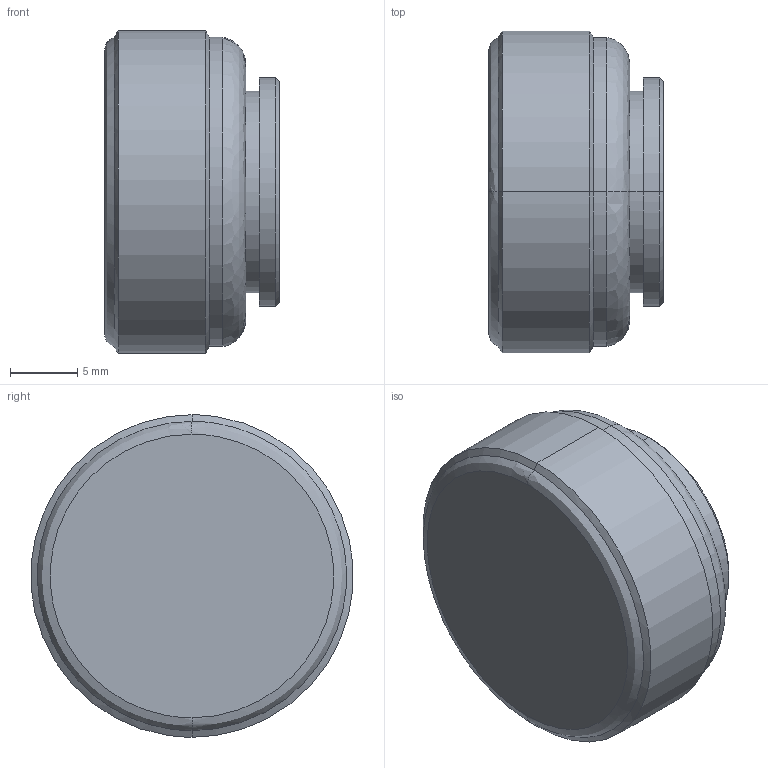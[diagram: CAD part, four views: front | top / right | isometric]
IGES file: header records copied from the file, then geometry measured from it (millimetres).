
Start section: ------------------------------------------------------------------------
Global section: file name: PC3955.25140.THA_340SUS_24_8_T_26112.igs; native system: spGate; preprocessor: ver20.6.3 (****-****-****-****); author: Unknown; organization: Unknown; date: 251203.091511; units: millimetre
Bounding box: 13 x 23.94 x 24 mm (x, y, z)
Volume: 4560.8 mm3; surface area: 2019.2 mm2
Topology: 1 solids, 1 shells, 32 faces, 64 edges, 35 vertices
Faces by surface type: bspline 32
